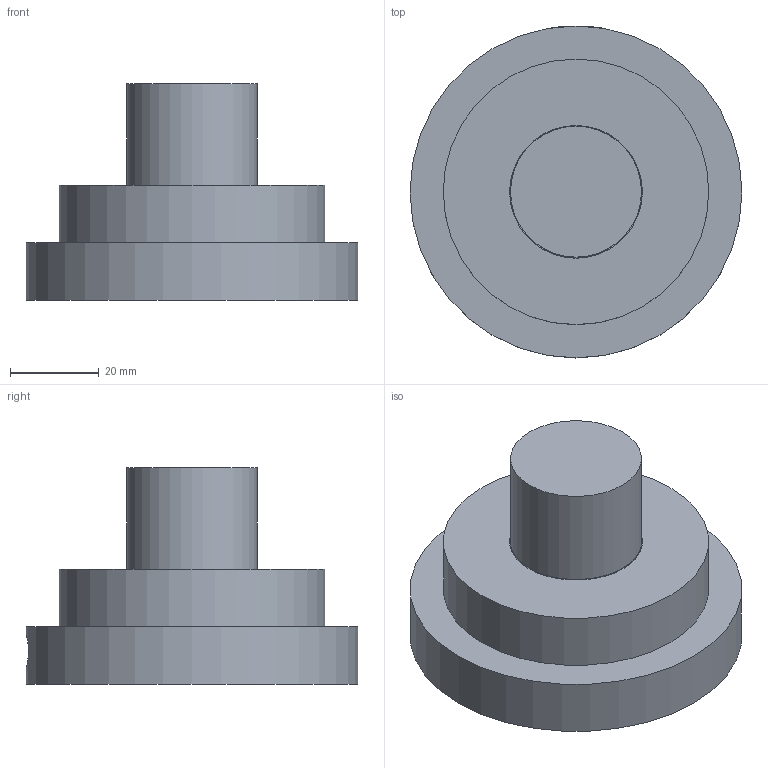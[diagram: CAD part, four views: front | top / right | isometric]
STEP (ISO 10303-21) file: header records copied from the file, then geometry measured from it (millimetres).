
FILE_DESCRIPTION(/* description */ (''),/* implementation_level */ '2;1');
FILE_NAME(/* name */ 'lampy-sm v1.step',/* time_stamp */ '2024-11-12T14:20:17+05:30',/* author */ (''),/* organization */ (''),/* preprocessor_version */ 'ST-DEVELOPER v20',/* originating_system */ 'Autodesk Translation Framework v13.20.0.188',/* authorisation */ '');
FILE_SCHEMA (('AUTOMOTIVE_DESIGN { 1 0 10303 214 3 1 1 }'));
Length unit declared in the file: millimetre
Products named in the file (3): lampy-sm; bbase; plug
Assembly tree (2 placements, depth 2):
  lampy-sm
    bbase
    plug
Bounding box: 75 x 75 x 49 mm (x, y, z)
Volume: 92090.1 mm3; surface area: 20614.2 mm2
Topology: 2 solids, 2 shells, 14 faces, 24 edges, 16 vertices
Faces by surface type: plane 8, cylinder 6
Full cylindrical faces by diameter (mm): 29.6 x1, 30 x1, 60 x1, 75 x1
Entity records: 491 total; most frequent: CARTESIAN_POINT 129, DIRECTION 70, ORIENTED_EDGE 48, AXIS2_PLACEMENT_3D 31, EDGE_CURVE 24, EDGE_LOOP 18, VERTEX_POINT 16, FACE_OUTER_BOUND 14
